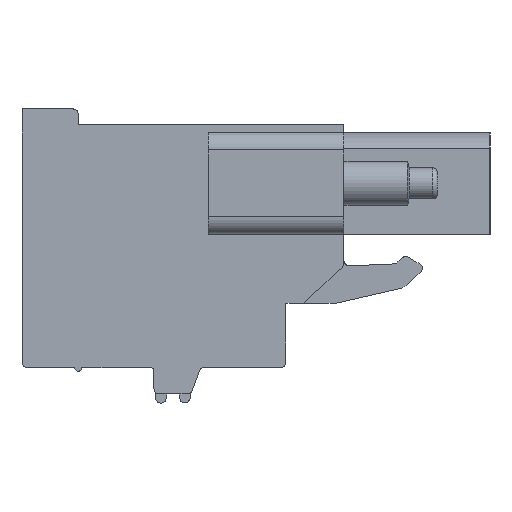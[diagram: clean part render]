
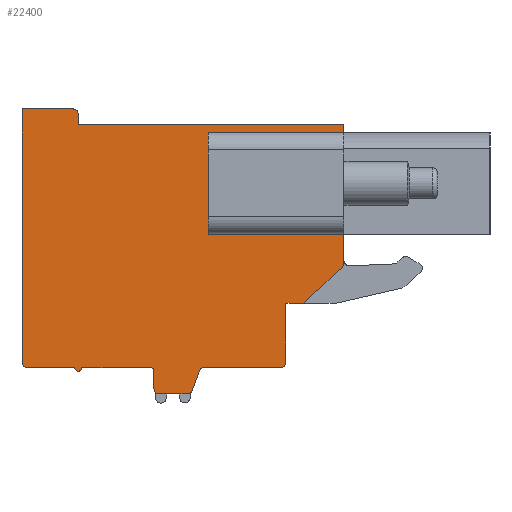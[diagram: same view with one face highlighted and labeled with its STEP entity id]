
A CAD part, left-side view. The second image highlights one B-rep face of the part: STEP entity #22400.
In plain terms, the highlighted planar face has unit normal (-1, 0, 0).
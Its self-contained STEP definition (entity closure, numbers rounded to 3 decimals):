
#3910=DIRECTION('',(0.,1.,0.));
#3911=VECTOR('',#3910,6.1);
#3912=CARTESIAN_POINT('',(-102.22,-4.06,0.73));
#3913=LINE('',#3912,#3911);
#3914=DIRECTION('',(0.,1.,0.));
#3915=VECTOR('',#3914,6.1);
#3916=CARTESIAN_POINT('',(-102.22,-4.06,6.53));
#3917=LINE('',#3916,#3915);
#3918=DIRECTION('',(0.,0.,-1.));
#3919=VECTOR('',#3918,7.87);
#3920=CARTESIAN_POINT('',(-102.22,-5.66,6.96));
#3921=LINE('',#3920,#3919);
#3922=CARTESIAN_POINT('',(-102.22,-5.36,-0.91));
#3923=DIRECTION('',(1.,0.,0.));
#3924=DIRECTION('',(0.,-1.,0.));
#3925=AXIS2_PLACEMENT_3D('',#3922,#3923,#3924);
#3927=DIRECTION('',(0.,0.731,-0.683));
#3928=VECTOR('',#3927,3.018);
#3929=CARTESIAN_POINT('',(-102.22,-5.565,-1.129));
#3930=LINE('',#3929,#3928);
#3931=DIRECTION('',(0.,1.,0.));
#3932=VECTOR('',#3931,1.);
#3933=CARTESIAN_POINT('',(-102.22,-3.36,-3.19));
#3934=LINE('',#3933,#3932);
#3935=DIRECTION('',(0.,0.,-1.));
#3936=VECTOR('',#3935,3.35);
#3937=CARTESIAN_POINT('',(-102.22,-2.36,-3.19));
#3938=LINE('',#3937,#3936);
#3939=CARTESIAN_POINT('',(-102.22,-2.06,-6.54));
#3940=DIRECTION('',(1.,0.,0.));
#3941=DIRECTION('',(0.,-1.,0.));
#3942=AXIS2_PLACEMENT_3D('',#3939,#3940,#3941);
#3944=DIRECTION('',(0.,1.,0.));
#3945=VECTOR('',#3944,4.34);
#3946=CARTESIAN_POINT('',(-102.22,-2.06,-6.84));
#3947=LINE('',#3946,#3945);
#3948=CARTESIAN_POINT('',(-102.22,2.28,-7.14));
#3949=DIRECTION('',(-1.,0.,0.));
#3950=DIRECTION('',(0.,0.,1.));
#3951=AXIS2_PLACEMENT_3D('',#3948,#3949,#3950);
#3953=DIRECTION('',(0.,0.345,-0.939));
#3954=VECTOR('',#3953,1.179);
#3955=CARTESIAN_POINT('',(-102.22,2.562,-7.037));
#3956=LINE('',#3955,#3954);
#3957=CARTESIAN_POINT('',(-102.22,3.25,-8.04));
#3958=DIRECTION('',(1.,0.,0.));
#3959=DIRECTION('',(0.,-0.939,-0.345));
#3960=AXIS2_PLACEMENT_3D('',#3957,#3958,#3959);
#3962=DIRECTION('',(0.,1.,0.));
#3963=VECTOR('',#3962,1.59);
#3964=CARTESIAN_POINT('',(-102.22,3.25,-8.34));
#3965=LINE('',#3964,#3963);
#3966=CARTESIAN_POINT('',(-102.22,4.84,-8.04));
#3967=DIRECTION('',(1.,0.,0.));
#3968=DIRECTION('',(0.,0.,-1.));
#3969=AXIS2_PLACEMENT_3D('',#3966,#3967,#3968);
#3971=DIRECTION('',(0.,0.,1.));
#3972=VECTOR('',#3971,1.);
#3973=CARTESIAN_POINT('',(-102.22,5.14,-8.04));
#3974=LINE('',#3973,#3972);
#3975=CARTESIAN_POINT('',(-102.22,5.34,-7.04));
#3976=DIRECTION('',(-1.,0.,0.));
#3977=DIRECTION('',(0.,-1.,0.));
#3978=AXIS2_PLACEMENT_3D('',#3975,#3976,#3977);
#3980=DIRECTION('',(0.,1.,0.));
#3981=VECTOR('',#3980,3.9);
#3982=CARTESIAN_POINT('',(-102.22,5.34,-6.84));
#3983=LINE('',#3982,#3981);
#3984=CARTESIAN_POINT('',(-102.22,9.44,-6.84));
#3985=DIRECTION('',(1.,0.,0.));
#3986=DIRECTION('',(0.,-1.,0.));
#3987=AXIS2_PLACEMENT_3D('',#3984,#3985,#3986);
#3989=DIRECTION('',(0.,1.,0.));
#3990=VECTOR('',#3989,2.7);
#3991=CARTESIAN_POINT('',(-102.22,9.64,-6.84));
#3992=LINE('',#3991,#3990);
#3993=CARTESIAN_POINT('',(-102.22,12.34,-6.54));
#3994=DIRECTION('',(1.,0.,0.));
#3995=DIRECTION('',(0.,0.,-1.));
#3996=AXIS2_PLACEMENT_3D('',#3993,#3994,#3995);
#3998=DIRECTION('',(0.,0.,1.));
#3999=VECTOR('',#3998,14.4);
#4000=CARTESIAN_POINT('',(-102.22,12.64,-6.54));
#4001=LINE('',#4000,#3999);
#4002=DIRECTION('',(0.,-1.,0.));
#4003=VECTOR('',#4002,2.9);
#4004=CARTESIAN_POINT('',(-102.22,12.64,7.86));
#4005=LINE('',#4004,#4003);
#4006=CARTESIAN_POINT('',(-102.22,9.74,7.56));
#4007=DIRECTION('',(1.,0.,0.));
#4008=DIRECTION('',(0.,0.,1.));
#4009=AXIS2_PLACEMENT_3D('',#4006,#4007,#4008);
#4011=DIRECTION('',(0.,0.,-1.));
#4012=VECTOR('',#4011,0.6);
#4013=CARTESIAN_POINT('',(-102.22,9.44,7.56));
#4014=LINE('',#4013,#4012);
#4015=DIRECTION('',(0.,-1.,0.));
#4016=VECTOR('',#4015,15.1);
#4017=CARTESIAN_POINT('',(-102.22,9.44,6.96));
#4018=LINE('',#4017,#4016);
#4070=DIRECTION('',(0.,0.,1.));
#4071=VECTOR('',#4070,5.8);
#4072=CARTESIAN_POINT('',(-102.22,2.04,0.73));
#4073=LINE('',#4072,#4071);
#4175=DIRECTION('',(0.,0.,1.));
#4176=VECTOR('',#4175,5.8);
#4177=CARTESIAN_POINT('',(-102.22,-4.06,0.73));
#4178=LINE('',#4177,#4176);
#12853=CARTESIAN_POINT('',(-102.22,9.44,6.96));
#12854=CARTESIAN_POINT('',(-102.22,-5.66,6.96));
#12855=VERTEX_POINT('',#12853);
#12856=VERTEX_POINT('',#12854);
#12857=CARTESIAN_POINT('',(-102.22,-5.66,-0.91));
#12858=CARTESIAN_POINT('',(-102.22,-5.565,-1.129));
#12859=VERTEX_POINT('',#12857);
#12860=VERTEX_POINT('',#12858);
#12861=CARTESIAN_POINT('',(-102.22,-3.36,-3.19));
#12862=VERTEX_POINT('',#12861);
#12863=CARTESIAN_POINT('',(-102.22,-2.36,-3.19));
#12864=VERTEX_POINT('',#12863);
#12865=CARTESIAN_POINT('',(-102.22,-2.36,-6.54));
#12866=VERTEX_POINT('',#12865);
#12867=CARTESIAN_POINT('',(-102.22,-2.06,-6.84));
#12868=VERTEX_POINT('',#12867);
#12869=CARTESIAN_POINT('',(-102.22,2.28,-6.84));
#12870=VERTEX_POINT('',#12869);
#12871=CARTESIAN_POINT('',(-102.22,2.562,-7.037));
#12872=VERTEX_POINT('',#12871);
#12873=CARTESIAN_POINT('',(-102.22,2.968,-8.143));
#12874=VERTEX_POINT('',#12873);
#12875=CARTESIAN_POINT('',(-102.22,3.25,-8.34));
#12876=VERTEX_POINT('',#12875);
#12877=CARTESIAN_POINT('',(-102.22,4.84,-8.34));
#12878=VERTEX_POINT('',#12877);
#12879=CARTESIAN_POINT('',(-102.22,5.14,-8.04));
#12880=VERTEX_POINT('',#12879);
#12881=CARTESIAN_POINT('',(-102.22,5.14,-7.04));
#12882=VERTEX_POINT('',#12881);
#12883=CARTESIAN_POINT('',(-102.22,5.34,-6.84));
#12884=VERTEX_POINT('',#12883);
#12885=CARTESIAN_POINT('',(-102.22,9.24,-6.84));
#12886=VERTEX_POINT('',#12885);
#12887=CARTESIAN_POINT('',(-102.22,9.64,-6.84));
#12888=VERTEX_POINT('',#12887);
#12889=CARTESIAN_POINT('',(-102.22,12.34,-6.84));
#12890=VERTEX_POINT('',#12889);
#12891=CARTESIAN_POINT('',(-102.22,12.64,-6.54));
#12892=VERTEX_POINT('',#12891);
#12893=CARTESIAN_POINT('',(-102.22,12.64,7.86));
#12894=VERTEX_POINT('',#12893);
#12895=CARTESIAN_POINT('',(-102.22,9.74,7.86));
#12896=VERTEX_POINT('',#12895);
#12897=CARTESIAN_POINT('',(-102.22,9.44,7.56));
#12898=VERTEX_POINT('',#12897);
#16671=CARTESIAN_POINT('',(-102.22,2.04,0.73));
#16672=CARTESIAN_POINT('',(-102.22,2.04,6.53));
#16673=VERTEX_POINT('',#16671);
#16674=VERTEX_POINT('',#16672);
#16707=CARTESIAN_POINT('',(-102.22,-4.06,0.73));
#16708=CARTESIAN_POINT('',(-102.22,-4.06,6.53));
#16709=VERTEX_POINT('',#16707);
#16710=VERTEX_POINT('',#16708);
#22338=CARTESIAN_POINT('',(-102.22,0.,0.));
#22339=DIRECTION('',(1.,0.,0.));
#22340=DIRECTION('',(0.,-1.,0.));
#22341=AXIS2_PLACEMENT_3D('',#22338,#22339,#22340);
#22342=PLANE('',#22341);
#22343=ORIENTED_EDGE('',*,*,#16959,.T.);
#22345=ORIENTED_EDGE('',*,*,#22344,.T.);
#22347=ORIENTED_EDGE('',*,*,#22346,.T.);
#22349=ORIENTED_EDGE('',*,*,#22348,.T.);
#22351=ORIENTED_EDGE('',*,*,#22350,.T.);
#22353=ORIENTED_EDGE('',*,*,#22352,.T.);
#22355=ORIENTED_EDGE('',*,*,#22354,.T.);
#22357=ORIENTED_EDGE('',*,*,#22356,.T.);
#22359=ORIENTED_EDGE('',*,*,#22358,.T.);
#22361=ORIENTED_EDGE('',*,*,#22360,.T.);
#22363=ORIENTED_EDGE('',*,*,#22362,.T.);
#22365=ORIENTED_EDGE('',*,*,#22364,.T.);
#22367=ORIENTED_EDGE('',*,*,#22366,.T.);
#22369=ORIENTED_EDGE('',*,*,#22368,.T.);
#22371=ORIENTED_EDGE('',*,*,#22370,.T.);
#22373=ORIENTED_EDGE('',*,*,#22372,.T.);
#22375=ORIENTED_EDGE('',*,*,#22374,.T.);
#22377=ORIENTED_EDGE('',*,*,#22376,.T.);
#22379=ORIENTED_EDGE('',*,*,#22378,.T.);
#22381=ORIENTED_EDGE('',*,*,#22380,.T.);
#22383=ORIENTED_EDGE('',*,*,#22382,.T.);
#22385=ORIENTED_EDGE('',*,*,#22384,.T.);
#22387=ORIENTED_EDGE('',*,*,#22386,.T.);
#22388=EDGE_LOOP('',(#22343,#22345,#22347,#22349,#22351,#22353,#22355,#22357,
#22359,#22361,#22363,#22365,#22367,#22369,#22371,#22373,#22375,#22377,#22379,
#22381,#22383,#22385,#22387));
#22389=FACE_OUTER_BOUND('',#22388,.F.);
#22391=ORIENTED_EDGE('',*,*,#22390,.F.);
#22393=ORIENTED_EDGE('',*,*,#22392,.T.);
#22395=ORIENTED_EDGE('',*,*,#22394,.T.);
#22397=ORIENTED_EDGE('',*,*,#22396,.F.);
#22398=EDGE_LOOP('',(#22391,#22393,#22395,#22397));
#22399=FACE_BOUND('',#22398,.F.);
#22400=ADVANCED_FACE('',(#22389,#22399),#22342,.F.);
#3926=CIRCLE('',#3925,0.3);
#3943=CIRCLE('',#3942,0.3);
#3952=CIRCLE('',#3951,0.3);
#3961=CIRCLE('',#3960,0.3);
#3970=CIRCLE('',#3969,0.3);
#3979=CIRCLE('',#3978,0.2);
#3988=CIRCLE('',#3987,0.2);
#3997=CIRCLE('',#3996,0.3);
#4010=CIRCLE('',#4009,0.3);
#16959=EDGE_CURVE('',#12856,#12859,#3921,.T.);
#22344=EDGE_CURVE('',#12859,#12860,#3926,.T.);
#22346=EDGE_CURVE('',#12860,#12862,#3930,.T.);
#22348=EDGE_CURVE('',#12862,#12864,#3934,.T.);
#22350=EDGE_CURVE('',#12864,#12866,#3938,.T.);
#22352=EDGE_CURVE('',#12866,#12868,#3943,.T.);
#22354=EDGE_CURVE('',#12868,#12870,#3947,.T.);
#22356=EDGE_CURVE('',#12870,#12872,#3952,.T.);
#22358=EDGE_CURVE('',#12872,#12874,#3956,.T.);
#22360=EDGE_CURVE('',#12874,#12876,#3961,.T.);
#22362=EDGE_CURVE('',#12876,#12878,#3965,.T.);
#22364=EDGE_CURVE('',#12878,#12880,#3970,.T.);
#22366=EDGE_CURVE('',#12880,#12882,#3974,.T.);
#22368=EDGE_CURVE('',#12882,#12884,#3979,.T.);
#22370=EDGE_CURVE('',#12884,#12886,#3983,.T.);
#22372=EDGE_CURVE('',#12886,#12888,#3988,.T.);
#22374=EDGE_CURVE('',#12888,#12890,#3992,.T.);
#22376=EDGE_CURVE('',#12890,#12892,#3997,.T.);
#22378=EDGE_CURVE('',#12892,#12894,#4001,.T.);
#22380=EDGE_CURVE('',#12894,#12896,#4005,.T.);
#22382=EDGE_CURVE('',#12896,#12898,#4010,.T.);
#22384=EDGE_CURVE('',#12898,#12855,#4014,.T.);
#22386=EDGE_CURVE('',#12855,#12856,#4018,.T.);
#22390=EDGE_CURVE('',#16709,#16673,#3913,.T.);
#22392=EDGE_CURVE('',#16709,#16710,#4178,.T.);
#22394=EDGE_CURVE('',#16710,#16674,#3917,.T.);
#22396=EDGE_CURVE('',#16673,#16674,#4073,.T.);
